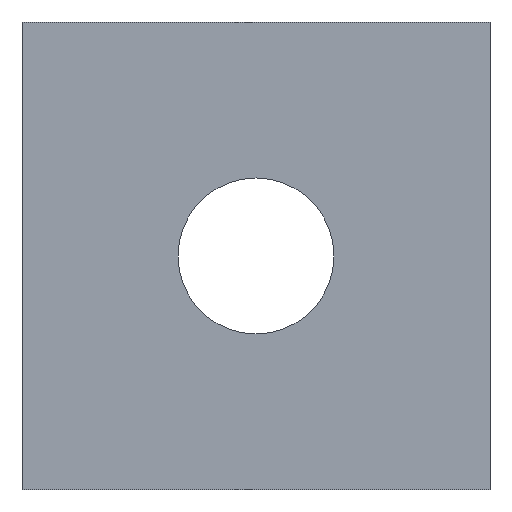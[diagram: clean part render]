
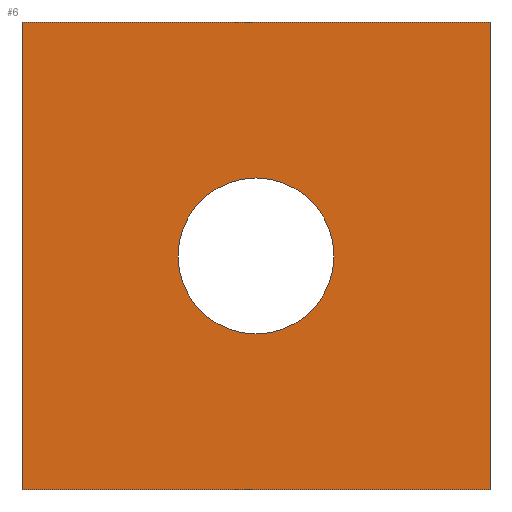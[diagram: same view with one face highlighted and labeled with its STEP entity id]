
A CAD part, front view. The second image highlights one B-rep face of the part: STEP entity #6.
In plain terms, the highlighted planar face has unit normal (0, -1, 0).
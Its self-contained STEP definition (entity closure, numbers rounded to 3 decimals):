
#6 = ADVANCED_FACE ( 'NONE', ( #156, #151 ), #36, .F. ) ;
#14 = EDGE_CURVE ( 'NONE', #228, #219, #193, .T. ) ;
#15 = EDGE_CURVE ( 'NONE', #228, #229, #185, .T. ) ;
#17 = EDGE_CURVE ( 'NONE', #217, #210, #146, .T. ) ;
#20 = EDGE_CURVE ( 'NONE', #229, #212, #144, .T. ) ;
#27 = CARTESIAN_POINT ( 'NONE',  ( -15., -788.115, -2165.805 ) ) ;
#29 = DIRECTION ( 'NONE',  ( 1., 0., 0. ) ) ;
#31 = CARTESIAN_POINT ( 'NONE',  ( -15., -788.115, -2165.805 ) ) ;
#32 = CARTESIAN_POINT ( 'NONE',  ( 0., -788.115, -2180.805 ) ) ;
#33 = CARTESIAN_POINT ( 'NONE',  ( -15., -788.115, -2180.805 ) ) ;
#35 = CARTESIAN_POINT ( 'NONE',  ( -15., -788.115, -2165.805 ) ) ;
#36 = PLANE ( 'NONE',  #275 ) ;
#38 = CARTESIAN_POINT ( 'NONE',  ( -7.5, -788.115, -2170.805 ) ) ;
#45 = CARTESIAN_POINT ( 'NONE',  ( 0., -788.115, -2165.805 ) ) ;
#47 = CARTESIAN_POINT ( 'NONE',  ( -7.5, -788.115, -2175.805 ) ) ;
#48 = DIRECTION ( 'NONE',  ( 0., 0., 1. ) ) ;
#50 = DIRECTION ( 'NONE',  ( 0., 0., 1. ) ) ;
#51 = DIRECTION ( 'NONE',  ( 0., 1., 0. ) ) ;
#52 = CARTESIAN_POINT ( 'NONE',  ( -7.5, -788.115, -2173.305 ) ) ;
#56 = CARTESIAN_POINT ( 'NONE',  ( 0., -788.115, -2165.805 ) ) ;
#60 = DIRECTION ( 'NONE',  ( 1., 0., 0. ) ) ;
#65 = CARTESIAN_POINT ( 'NONE',  ( -15., -788.115, -2180.805 ) ) ;
#66 = DIRECTION ( 'NONE',  ( 0., 0., 1. ) ) ;
#69 = CARTESIAN_POINT ( 'NONE',  ( -15., -788.115, -2165.805 ) ) ;
#85 = DIRECTION ( 'NONE',  ( 0., 0., 1. ) ) ;
#86 = DIRECTION ( 'NONE',  ( 0., 1., 0. ) ) ;
#128 = CIRCLE ( 'NONE', #289, 2.5 ) ;
#133 = VECTOR ( 'NONE', #29, 1000. ) ;
#134 = LINE ( 'NONE', #27, #133 ) ;
#140 = VECTOR ( 'NONE', #48, 1000. ) ;
#144 = LINE ( 'NONE', #56, #140 ) ;
#146 = CIRCLE ( 'NONE', #280, 2.5 ) ;
#147 = VECTOR ( 'NONE', #60, 1000. ) ;
#149 = VECTOR ( 'NONE', #66, 1000. ) ;
#151 = FACE_OUTER_BOUND ( 'NONE', #202, .T. ) ;
#156 = FACE_BOUND ( 'NONE', #199, .T. ) ;
#168 = ORIENTED_EDGE ( 'NONE', *, *, #15, .T. ) ;
#169 = ORIENTED_EDGE ( 'NONE', *, *, #14, .F. ) ;
#170 = ORIENTED_EDGE ( 'NONE', *, *, #281, .F. ) ;
#171 = ORIENTED_EDGE ( 'NONE', *, *, #20, .T. ) ;
#172 = ORIENTED_EDGE ( 'NONE', *, *, #306, .T. ) ;
#173 = ORIENTED_EDGE ( 'NONE', *, *, #17, .T. ) ;
#185 = LINE ( 'NONE', #65, #147 ) ;
#193 = LINE ( 'NONE', #69, #149 ) ;
#199 = EDGE_LOOP ( 'NONE', ( #173, #172 ) ) ;
#202 = EDGE_LOOP ( 'NONE', ( #171, #170, #169, #168 ) ) ;
#210 = VERTEX_POINT ( 'NONE', #47 ) ;
#212 = VERTEX_POINT ( 'NONE', #45 ) ;
#217 = VERTEX_POINT ( 'NONE', #38 ) ;
#219 = VERTEX_POINT ( 'NONE', #35 ) ;
#228 = VERTEX_POINT ( 'NONE', #33 ) ;
#229 = VERTEX_POINT ( 'NONE', #32 ) ;
#254 = DIRECTION ( 'NONE',  ( 0., 0., 1. ) ) ;
#255 = DIRECTION ( 'NONE',  ( 0., 1., 0. ) ) ;
#256 = CARTESIAN_POINT ( 'NONE',  ( -7.5, -788.115, -2173.305 ) ) ;
#275 = AXIS2_PLACEMENT_3D ( 'NONE', #31, #86, #85 ) ;
#280 = AXIS2_PLACEMENT_3D ( 'NONE', #52, #51, #50 ) ;
#281 = EDGE_CURVE ( 'NONE', #219, #212, #134, .T. ) ;
#289 = AXIS2_PLACEMENT_3D ( 'NONE', #256, #255, #254 ) ;
#306 = EDGE_CURVE ( 'NONE', #210, #217, #128, .T. ) ;
